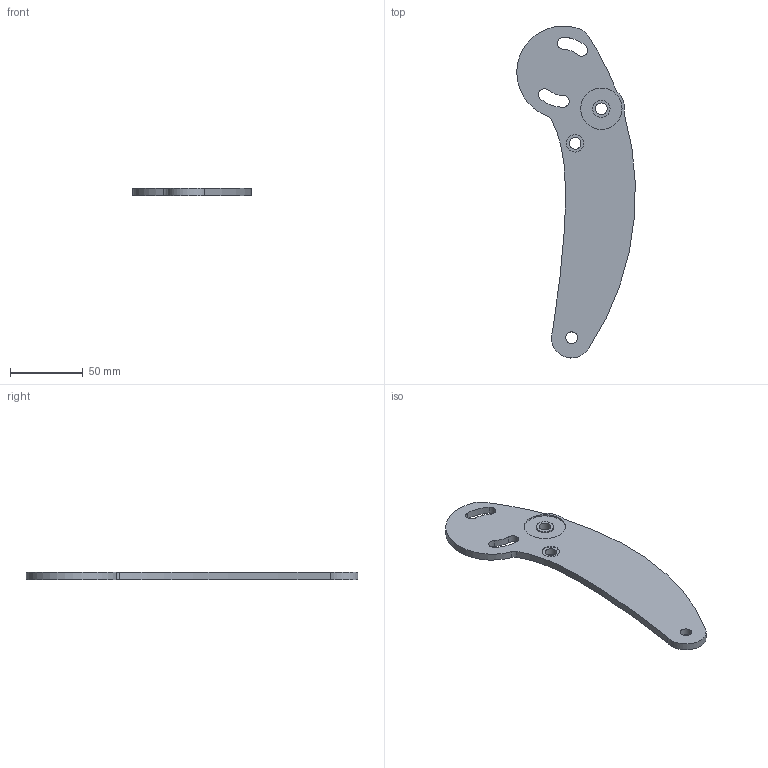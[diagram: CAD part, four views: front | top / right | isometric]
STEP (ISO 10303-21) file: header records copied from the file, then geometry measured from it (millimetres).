
FILE_DESCRIPTION(/* description */ (''),/* implementation_level */ '2;1');
FILE_NAME(/* name */ 'Pedal arm left.step',/* time_stamp */ '2023-08-18T11:24:03+02:00',/* author */ (''),/* organization */ (''),/* preprocessor_version */ 'ST-DEVELOPER v20',/* originating_system */ 'Autodesk Translation Framework v12.9.0.99',/* authorisation */ '');
FILE_SCHEMA (('AUTOMOTIVE_DESIGN { 1 0 10303 214 3 1 1 }'));
Length unit declared in the file: millimetre
Products named in the file (2): DiyActivePedal; Pedal arm 1
Assembly tree (1 placements, depth 2):
  DiyActivePedal
    Pedal arm 1
Bounding box: 81.72 x 228.96 x 5 mm (x, y, z)
Volume: 50198 mm3; surface area: 24000 mm2
Topology: 1 solids, 1 shells, 27 faces, 66 edges, 44 vertices
Faces by surface type: cylinder 20, plane 5, bspline 2
Full cylindrical faces by diameter (mm): 8 x3, 12 x2, 28.5 x1
Entity records: 936 total; most frequent: CARTESIAN_POINT 190, DIRECTION 158, ORIENTED_EDGE 132, AXIS2_PLACEMENT_3D 68, EDGE_CURVE 66, VERTEX_POINT 44, EDGE_LOOP 40, CIRCLE 40
